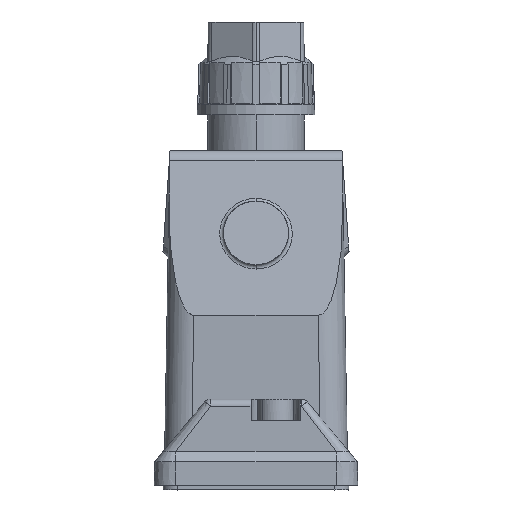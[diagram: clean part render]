
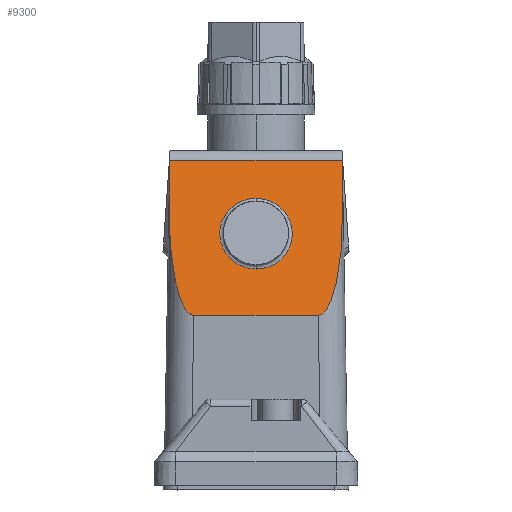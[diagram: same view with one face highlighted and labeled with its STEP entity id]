
A CAD part, front view. The second image highlights one B-rep face of the part: STEP entity #9300.
In plain terms, the highlighted planar face has unit normal (0, -0.974, 0.225).
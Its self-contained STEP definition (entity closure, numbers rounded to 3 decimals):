
#9214=AXIS2_PLACEMENT_3D('Plane Axis2P3D',#9211,#9212,#9213) ;
#7437=CARTESIAN_POINT('Control Point',(11.088,17.3,48.968)) ;
#7438=CARTESIAN_POINT('Control Point',(10.509,17.3,48.968)) ;
#7439=CARTESIAN_POINT('Control Point',(9.935,17.356,49.21)) ;
#7440=CARTESIAN_POINT('Control Point',(9.379,17.467,49.693)) ;
#7441=CARTESIAN_POINT('Control Point',(7.857,17.931,51.7)) ;
#7442=CARTESIAN_POINT('Control Point',(6.617,18.74,55.206)) ;
#7443=CARTESIAN_POINT('Control Point',(5.951,19.372,57.942)) ;
#7444=CARTESIAN_POINT('Control Point',(4.875,20.765,63.979)) ;
#7445=CARTESIAN_POINT('Control Point',(4.309,22.328,70.746)) ;
#7446=CARTESIAN_POINT('Control Point',(4.143,23.144,74.28)) ;
#7447=CARTESIAN_POINT('Control Point',(4.091,23.972,77.867)) ;
#7448=CARTESIAN_POINT('Control Point',(4.154,24.8,81.454)) ;
#7449=CARTESIAN_POINT('Vertex',(11.088,17.3,48.968)) ;
#7451=CARTESIAN_POINT('Vertex',(4.154,24.8,81.454)) ;
#7675=CARTESIAN_POINT('Line Origine',(4.248,26.051,86.871)) ;
#7679=CARTESIAN_POINT('Vertex',(4.343,27.301,92.287)) ;
#8055=CARTESIAN_POINT('Vertex',(45.912,17.3,48.968)) ;
#8058=CARTESIAN_POINT('Line Origine',(28.5,17.3,48.968)) ;
#8290=CARTESIAN_POINT('Vertex',(52.657,27.301,92.287)) ;
#8293=CARTESIAN_POINT('Line Origine',(52.752,26.051,86.871)) ;
#8297=CARTESIAN_POINT('Vertex',(52.846,24.8,81.454)) ;
#8534=CARTESIAN_POINT('Control Point',(52.846,24.8,81.454)) ;
#8535=CARTESIAN_POINT('Control Point',(52.949,23.438,75.554)) ;
#8536=CARTESIAN_POINT('Control Point',(52.743,22.075,69.652)) ;
#8537=CARTESIAN_POINT('Control Point',(52.227,20.751,63.917)) ;
#8538=CARTESIAN_POINT('Control Point',(50.876,18.912,55.951)) ;
#8539=CARTESIAN_POINT('Control Point',(48.631,17.739,50.872)) ;
#8540=CARTESIAN_POINT('Control Point',(47.775,17.446,49.602)) ;
#8541=CARTESIAN_POINT('Control Point',(46.849,17.3,48.968)) ;
#8542=CARTESIAN_POINT('Control Point',(45.912,17.3,48.968)) ;
#9211=CARTESIAN_POINT('Axis2P3D Location',(64.191,14.146,35.306)) ;
#9216=CARTESIAN_POINT('Line Origine',(28.5,27.301,92.287)) ;
#9230=CARTESIAN_POINT('Control Point',(28.5,20.279,61.873)) ;
#9231=CARTESIAN_POINT('Control Point',(29.436,20.279,61.873)) ;
#9232=CARTESIAN_POINT('Control Point',(30.372,20.304,61.978)) ;
#9233=CARTESIAN_POINT('Control Point',(31.292,20.352,62.189)) ;
#9234=CARTESIAN_POINT('Control Point',(33.064,20.496,62.813)) ;
#9235=CARTESIAN_POINT('Control Point',(34.644,20.727,63.813)) ;
#9236=CARTESIAN_POINT('Control Point',(35.371,20.863,64.401)) ;
#9237=CARTESIAN_POINT('Control Point',(36.673,21.169,65.728)) ;
#9238=CARTESIAN_POINT('Control Point',(37.631,21.535,67.31)) ;
#9239=CARTESIAN_POINT('Control Point',(38.013,21.729,68.152)) ;
#9240=CARTESIAN_POINT('Control Point',(38.406,22.013,69.382)) ;
#9241=CARTESIAN_POINT('Control Point',(38.589,22.306,70.651)) ;
#9242=CARTESIAN_POINT('Control Point',(38.624,22.391,71.019)) ;
#9243=CARTESIAN_POINT('Control Point',(38.642,22.476,71.387)) ;
#9244=CARTESIAN_POINT('Control Point',(38.642,22.561,71.755)) ;
#9245=CARTESIAN_POINT('Vertex',(28.5,20.279,61.873)) ;
#9247=CARTESIAN_POINT('Vertex',(38.642,22.561,71.755)) ;
#9251=CARTESIAN_POINT('Control Point',(28.5,24.842,81.637)) ;
#9252=CARTESIAN_POINT('Control Point',(27.564,24.842,81.637)) ;
#9253=CARTESIAN_POINT('Control Point',(26.628,24.818,81.532)) ;
#9254=CARTESIAN_POINT('Control Point',(25.708,24.769,81.321)) ;
#9255=CARTESIAN_POINT('Control Point',(23.936,24.625,80.697)) ;
#9256=CARTESIAN_POINT('Control Point',(22.356,24.394,79.697)) ;
#9257=CARTESIAN_POINT('Control Point',(21.629,24.259,79.109)) ;
#9258=CARTESIAN_POINT('Control Point',(20.327,23.952,77.782)) ;
#9259=CARTESIAN_POINT('Control Point',(19.369,23.587,76.2)) ;
#9260=CARTESIAN_POINT('Control Point',(18.987,23.393,75.358)) ;
#9261=CARTESIAN_POINT('Control Point',(18.428,22.988,73.605)) ;
#9262=CARTESIAN_POINT('Control Point',(18.293,22.565,71.773)) ;
#9263=CARTESIAN_POINT('Control Point',(18.335,22.353,70.854)) ;
#9264=CARTESIAN_POINT('Control Point',(18.636,21.934,69.041)) ;
#9265=CARTESIAN_POINT('Control Point',(19.353,21.542,67.343)) ;
#9266=CARTESIAN_POINT('Control Point',(19.81,21.356,66.538)) ;
#9267=CARTESIAN_POINT('Control Point',(20.908,21.012,65.045)) ;
#9268=CARTESIAN_POINT('Control Point',(22.326,20.732,63.836)) ;
#9269=CARTESIAN_POINT('Control Point',(23.104,20.612,63.313)) ;
#9270=CARTESIAN_POINT('Control Point',(24.608,20.432,62.536)) ;
#9271=CARTESIAN_POINT('Control Point',(26.241,20.327,62.079)) ;
#9272=CARTESIAN_POINT('Control Point',(26.989,20.295,61.942)) ;
#9273=CARTESIAN_POINT('Control Point',(27.744,20.279,61.873)) ;
#9274=CARTESIAN_POINT('Control Point',(28.5,20.279,61.873)) ;
#9275=CARTESIAN_POINT('Vertex',(28.5,24.842,81.637)) ;
#9279=CARTESIAN_POINT('Control Point',(38.642,22.561,71.755)) ;
#9280=CARTESIAN_POINT('Control Point',(38.642,22.771,72.667)) ;
#9281=CARTESIAN_POINT('Control Point',(38.534,22.982,73.579)) ;
#9282=CARTESIAN_POINT('Control Point',(38.318,23.189,74.475)) ;
#9283=CARTESIAN_POINT('Control Point',(37.678,23.587,76.202)) ;
#9284=CARTESIAN_POINT('Control Point',(36.65,23.943,77.742)) ;
#9285=CARTESIAN_POINT('Control Point',(36.048,24.106,78.45)) ;
#9286=CARTESIAN_POINT('Control Point',(34.685,24.399,79.719)) ;
#9287=CARTESIAN_POINT('Control Point',(33.062,24.615,80.652)) ;
#9288=CARTESIAN_POINT('Control Point',(32.198,24.701,81.025)) ;
#9289=CARTESIAN_POINT('Control Point',(30.935,24.789,81.407)) ;
#9290=CARTESIAN_POINT('Control Point',(29.633,24.83,81.585)) ;
#9291=CARTESIAN_POINT('Control Point',(29.255,24.838,81.62)) ;
#9292=CARTESIAN_POINT('Control Point',(28.878,24.842,81.637)) ;
#9293=CARTESIAN_POINT('Control Point',(28.5,24.842,81.637)) ;
#7676=DIRECTION('Vector Direction',(0.017,0.225,0.974)) ;
#8059=DIRECTION('Vector Direction',(1.,0.,0.)) ;
#8294=DIRECTION('Vector Direction',(0.017,-0.225,-0.974)) ;
#9212=DIRECTION('Axis2P3D Direction',(0.,0.974,-0.225)) ;
#9213=DIRECTION('Axis2P3D XDirection',(0.,0.225,0.974)) ;
#9217=DIRECTION('Vector Direction',(1.,0.,0.)) ;
#7677=VECTOR('Line Direction',#7676,1.) ;
#8060=VECTOR('Line Direction',#8059,1.) ;
#8295=VECTOR('Line Direction',#8294,1.) ;
#9218=VECTOR('Line Direction',#9217,1.) ;
#9222=ORIENTED_EDGE('',*,*,#7681,.F.) ;
#9223=ORIENTED_EDGE('',*,*,#7453,.F.) ;
#9224=ORIENTED_EDGE('',*,*,#8062,.T.) ;
#9225=ORIENTED_EDGE('',*,*,#8543,.F.) ;
#9226=ORIENTED_EDGE('',*,*,#8299,.F.) ;
#9227=ORIENTED_EDGE('',*,*,#9220,.F.) ;
#9296=ORIENTED_EDGE('',*,*,#9249,.F.) ;
#9297=ORIENTED_EDGE('',*,*,#9277,.F.) ;
#9298=ORIENTED_EDGE('',*,*,#9294,.F.) ;
#9299=FACE_BOUND('',#9295,.T.) ;
#9300=ADVANCED_FACE('Koerper.2',(#9228,#9299),#9215,.F.) ;
#7436=B_SPLINE_CURVE_WITH_KNOTS('',5,(#7437,#7438,#7439,#7440,#7441,#7442,#7443,#7444,#7445,#7446,#7447,#7448),.UNSPECIFIED.,.F.,.U.,(6,3,3,6),(0.,13.489,38.914,65.275),.UNSPECIFIED.) ;
#8533=B_SPLINE_CURVE_WITH_KNOTS('',5,(#8534,#8535,#8536,#8537,#8538,#8539,#8540,#8541,#8542),.UNSPECIFIED.,.F.,.U.,(6,3,6),(0.,43.361,65.211),.UNSPECIFIED.) ;
#9229=B_SPLINE_CURVE_WITH_KNOTS('',5,(#9230,#9231,#9232,#9233,#9234,#9235,#9236,#9237,#9238,#9239,#9240,#9241,#9242,#9243,#9244),.UNSPECIFIED.,.F.,.U.,(6,3,3,3,6),(0.,6.619,13.238,19.857,22.527),.UNSPECIFIED.) ;
#9250=B_SPLINE_CURVE_WITH_KNOTS('',5,(#9251,#9252,#9253,#9254,#9255,#9256,#9257,#9258,#9259,#9260,#9261,#9262,#9263,#9264,#9265,#9266,#9267,#9268,#9269,#9270,#9271,#9272,#9273,#9274),.UNSPECIFIED.,.F.,.U.,(6,3,3,3,3,3,3,6),(0.,6.619,13.238,19.857,26.476,33.095,39.714,45.058),.UNSPECIFIED.) ;
#9278=B_SPLINE_CURVE_WITH_KNOTS('',5,(#9279,#9280,#9281,#9282,#9283,#9284,#9285,#9286,#9287,#9288,#9289,#9290,#9291,#9292,#9293),.UNSPECIFIED.,.F.,.U.,(6,3,3,3,6),(0.,6.619,13.238,19.857,22.527),.UNSPECIFIED.) ;
#7453=EDGE_CURVE('',#7450,#7452,#7436,.T.) ;
#7681=EDGE_CURVE('',#7452,#7680,#7678,.T.) ;
#8062=EDGE_CURVE('',#7450,#8056,#8061,.T.) ;
#8299=EDGE_CURVE('',#8291,#8298,#8296,.T.) ;
#8543=EDGE_CURVE('',#8298,#8056,#8533,.T.) ;
#9220=EDGE_CURVE('',#7680,#8291,#9219,.T.) ;
#9249=EDGE_CURVE('',#9246,#9248,#9229,.T.) ;
#9277=EDGE_CURVE('',#9276,#9246,#9250,.T.) ;
#9294=EDGE_CURVE('',#9248,#9276,#9278,.T.) ;
#9221=EDGE_LOOP('',(#9222,#9223,#9224,#9225,#9226,#9227)) ;
#9295=EDGE_LOOP('',(#9296,#9297,#9298)) ;
#9228=FACE_OUTER_BOUND('',#9221,.T.) ;
#7678=LINE('Line',#7675,#7677) ;
#8061=LINE('Line',#8058,#8060) ;
#8296=LINE('Line',#8293,#8295) ;
#9219=LINE('Line',#9216,#9218) ;
#9215=PLANE('',#9214) ;
#7450=VERTEX_POINT('',#7449) ;
#7452=VERTEX_POINT('',#7451) ;
#7680=VERTEX_POINT('',#7679) ;
#8056=VERTEX_POINT('',#8055) ;
#8291=VERTEX_POINT('',#8290) ;
#8298=VERTEX_POINT('',#8297) ;
#9246=VERTEX_POINT('',#9245) ;
#9248=VERTEX_POINT('',#9247) ;
#9276=VERTEX_POINT('',#9275) ;
